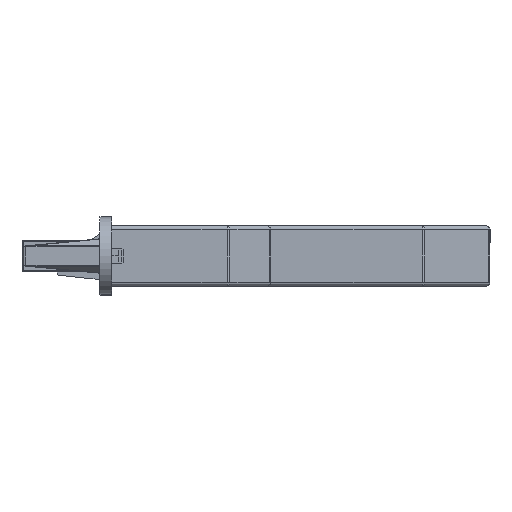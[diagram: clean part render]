
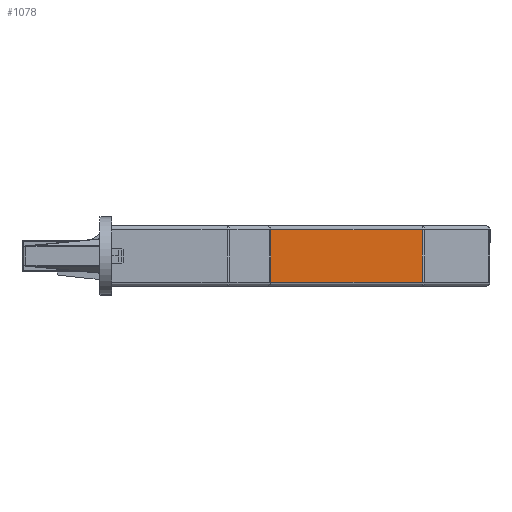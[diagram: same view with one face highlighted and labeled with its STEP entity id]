
A CAD part, front view. The second image highlights one B-rep face of the part: STEP entity #1078.
In plain terms, the highlighted face is planar.
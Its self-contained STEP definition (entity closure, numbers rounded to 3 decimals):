
#129 = VERTEX_POINT ( 'NONE', #11935 ) ;
#368 = ORIENTED_EDGE ( 'NONE', *, *, #8212, .T. ) ;
#377 = DIRECTION ( 'NONE',  ( 1., 0., 0. ) ) ;
#881 = VECTOR ( 'NONE', #14415, 1000. ) ;
#980 = CARTESIAN_POINT ( 'NONE',  ( 44.75, 145.3, 6. ) ) ;
#1078 = ADVANCED_FACE ( 'NONE', ( #17008, #3452 ), #5146, .T. ) ;
#1719 = VERTEX_POINT ( 'NONE', #4615 ) ;
#2178 = VERTEX_POINT ( 'NONE', #19921 ) ;
#2868 = DIRECTION ( 'NONE',  ( 0., 0., -1. ) ) ;
#3452 = FACE_OUTER_BOUND ( 'NONE', #12178, .T. ) ;
#3535 = CARTESIAN_POINT ( 'NONE',  ( 93.586, 145.3, -0.75 ) ) ;
#3623 = ORIENTED_EDGE ( 'NONE', *, *, #3847, .T. ) ;
#3847 = EDGE_CURVE ( 'NONE', #4975, #129, #21299, .T. ) ;
#3956 = ORIENTED_EDGE ( 'NONE', *, *, #15081, .T. ) ;
#4439 = CARTESIAN_POINT ( 'NONE',  ( 14., 145.3, -1.75 ) ) ;
#4615 = CARTESIAN_POINT ( 'NONE',  ( 93.586, 145.3, 12.75 ) ) ;
#4975 = VERTEX_POINT ( 'NONE', #3535 ) ;
#5146 = PLANE ( 'NONE',  #6773 ) ;
#5613 = VERTEX_POINT ( 'NONE', #9863 ) ;
#6591 = DIRECTION ( 'NONE',  ( 0., -1., 0. ) ) ;
#6701 = VERTEX_POINT ( 'NONE', #17501 ) ;
#6773 = AXIS2_PLACEMENT_3D ( 'NONE', #12088, #13980, #20807 ) ;
#7462 = CIRCLE ( 'NONE', #19950, 1.75 ) ;
#7740 = DIRECTION ( 'NONE',  ( 0., 0., -1. ) ) ;
#8212 = EDGE_CURVE ( 'NONE', #2178, #1719, #12271, .T. ) ;
#8919 = EDGE_LOOP ( 'NONE', ( #11813, #3956 ) ) ;
#9195 = VECTOR ( 'NONE', #11455, 1000. ) ;
#9634 = CIRCLE ( 'NONE', #17469, 1.75 ) ;
#9863 = CARTESIAN_POINT ( 'NONE',  ( 44.75, 145.3, 4.25 ) ) ;
#10343 = VECTOR ( 'NONE', #377, 1000. ) ;
#11085 = DIRECTION ( 'NONE',  ( 0., -1., 0. ) ) ;
#11455 = DIRECTION ( 'NONE',  ( -1., 0., 0. ) ) ;
#11813 = ORIENTED_EDGE ( 'NONE', *, *, #22020, .T. ) ;
#11935 = CARTESIAN_POINT ( 'NONE',  ( 14., 145.3, -0.75 ) ) ;
#12088 = CARTESIAN_POINT ( 'NONE',  ( 14., 145.3, -1.75 ) ) ;
#12178 = EDGE_LOOP ( 'NONE', ( #13006, #368, #15114, #3623 ) ) ;
#12271 = LINE ( 'NONE', #19432, #10343 ) ;
#13006 = ORIENTED_EDGE ( 'NONE', *, *, #20622, .T. ) ;
#13980 = DIRECTION ( 'NONE',  ( 0., 1., 0. ) ) ;
#14415 = DIRECTION ( 'NONE',  ( 0., 0., 1. ) ) ;
#15081 = EDGE_CURVE ( 'NONE', #6701, #5613, #9634, .T. ) ;
#15114 = ORIENTED_EDGE ( 'NONE', *, *, #22150, .T. ) ;
#16415 = CARTESIAN_POINT ( 'NONE',  ( 44.75, 145.3, 6. ) ) ;
#16440 = LINE ( 'NONE', #20136, #18486 ) ;
#17008 = FACE_BOUND ( 'NONE', #8919, .T. ) ;
#17469 = AXIS2_PLACEMENT_3D ( 'NONE', #16415, #6591, #2868 ) ;
#17501 = CARTESIAN_POINT ( 'NONE',  ( 44.75, 145.3, 7.75 ) ) ;
#18456 = DIRECTION ( 'NONE',  ( 0., 0., -1. ) ) ;
#18486 = VECTOR ( 'NONE', #18456, 1000. ) ;
#19432 = CARTESIAN_POINT ( 'NONE',  ( 14., 145.3, 12.75 ) ) ;
#19784 = LINE ( 'NONE', #4439, #881 ) ;
#19921 = CARTESIAN_POINT ( 'NONE',  ( 14., 145.3, 12.75 ) ) ;
#19950 = AXIS2_PLACEMENT_3D ( 'NONE', #980, #11085, #7740 ) ;
#20136 = CARTESIAN_POINT ( 'NONE',  ( 93.586, 145.3, -1.75 ) ) ;
#20622 = EDGE_CURVE ( 'NONE', #129, #2178, #19784, .T. ) ;
#20807 = DIRECTION ( 'NONE',  ( 0., 0., 1. ) ) ;
#21299 = LINE ( 'NONE', #21524, #9195 ) ;
#21524 = CARTESIAN_POINT ( 'NONE',  ( 14., 145.3, -0.75 ) ) ;
#22020 = EDGE_CURVE ( 'NONE', #5613, #6701, #7462, .T. ) ;
#22150 = EDGE_CURVE ( 'NONE', #1719, #4975, #16440, .T. ) ;
